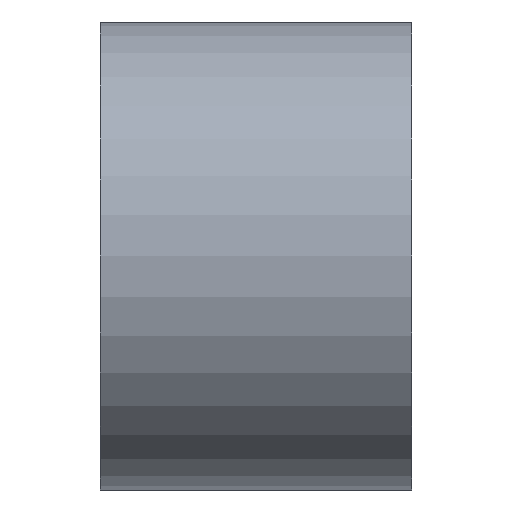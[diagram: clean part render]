
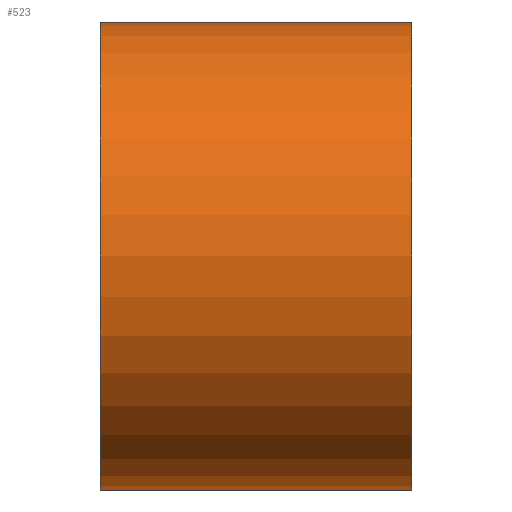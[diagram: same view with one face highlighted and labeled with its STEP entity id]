
A CAD part, left-side view. The second image highlights one B-rep face of the part: STEP entity #523.
In plain terms, the highlighted cylindrical face has radius 4.763 mm (diameter 9.525 mm), a partial arc.
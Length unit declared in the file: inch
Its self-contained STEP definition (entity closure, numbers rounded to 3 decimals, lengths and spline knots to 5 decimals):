
#17 = EDGE_LOOP ( 'NONE', ( #181, #333, #568, #246 ) ) ;
#54 = DIRECTION ( 'NONE',  ( 0., -1., 0. ) ) ;
#77 = VERTEX_POINT ( 'NONE', #565 ) ;
#85 = DIRECTION ( 'NONE',  ( 0., 0., 1. ) ) ;
#96 = CARTESIAN_POINT ( 'NONE',  ( -0.77, 0.25, 0. ) ) ;
#102 = LINE ( 'NONE', #369, #376 ) ;
#136 = DIRECTION ( 'NONE',  ( 0., -1., 0. ) ) ;
#163 = CYLINDRICAL_SURFACE ( 'NONE', #304, 0.1875 ) ;
#176 = FACE_OUTER_BOUND ( 'NONE', #17, .T. ) ;
#181 = ORIENTED_EDGE ( 'NONE', *, *, #441, .T. ) ;
#194 = CARTESIAN_POINT ( 'NONE',  ( -0.77, 0., -0.1875 ) ) ;
#195 = CARTESIAN_POINT ( 'NONE',  ( -0.77, 0., 0.1875 ) ) ;
#239 = DIRECTION ( 'NONE',  ( 0., 0., -1. ) ) ;
#246 = ORIENTED_EDGE ( 'NONE', *, *, #492, .T. ) ;
#259 = CIRCLE ( 'NONE', #470, 0.1875 ) ;
#264 = DIRECTION ( 'NONE',  ( 0., 0., 1. ) ) ;
#304 = AXIS2_PLACEMENT_3D ( 'NONE', #96, #54, #239 ) ;
#333 = ORIENTED_EDGE ( 'NONE', *, *, #481, .F. ) ;
#354 = CARTESIAN_POINT ( 'NONE',  ( -0.77, 0.25, 0.1875 ) ) ;
#369 = CARTESIAN_POINT ( 'NONE',  ( -0.77, 0.25, 0.1875 ) ) ;
#376 = VECTOR ( 'NONE', #136, 39.37008 ) ;
#385 = CARTESIAN_POINT ( 'NONE',  ( -0.77, 0.25, 0. ) ) ;
#394 = DIRECTION ( 'NONE',  ( 0., 1., 0. ) ) ;
#402 = CIRCLE ( 'NONE', #478, 0.1875 ) ;
#421 = EDGE_CURVE ( 'NONE', #77, #596, #402, .T. ) ;
#426 = DIRECTION ( 'NONE',  ( 0., 1., 0. ) ) ;
#441 = EDGE_CURVE ( 'NONE', #595, #610, #259, .T. ) ;
#470 = AXIS2_PLACEMENT_3D ( 'NONE', #496, #394, #85 ) ;
#474 = CARTESIAN_POINT ( 'NONE',  ( -0.77, 0.25, -0.1875 ) ) ;
#478 = AXIS2_PLACEMENT_3D ( 'NONE', #385, #426, #264 ) ;
#481 = EDGE_CURVE ( 'NONE', #596, #610, #102, .T. ) ;
#483 = VECTOR ( 'NONE', #529, 39.37008 ) ;
#492 = EDGE_CURVE ( 'NONE', #77, #595, #499, .T. ) ;
#496 = CARTESIAN_POINT ( 'NONE',  ( -0.77, 0., 0. ) ) ;
#499 = LINE ( 'NONE', #474, #483 ) ;
#523 = ADVANCED_FACE ( 'NONE', ( #176 ), #163, .T. ) ;
#529 = DIRECTION ( 'NONE',  ( 0., -1., 0. ) ) ;
#565 = CARTESIAN_POINT ( 'NONE',  ( -0.77, 0.25, -0.1875 ) ) ;
#568 = ORIENTED_EDGE ( 'NONE', *, *, #421, .F. ) ;
#595 = VERTEX_POINT ( 'NONE', #194 ) ;
#596 = VERTEX_POINT ( 'NONE', #354 ) ;
#610 = VERTEX_POINT ( 'NONE', #195 ) ;
